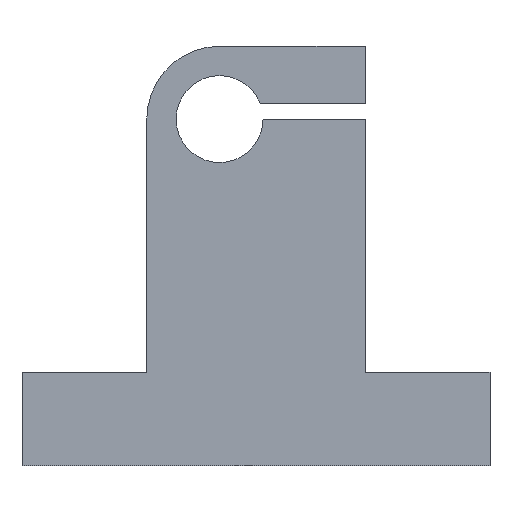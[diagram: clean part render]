
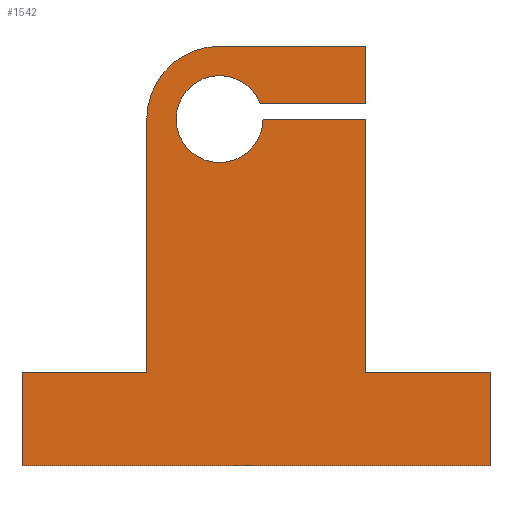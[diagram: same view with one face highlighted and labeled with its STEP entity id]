
A CAD part, left-side view. The second image highlights one B-rep face of the part: STEP entity #1542.
In plain terms, the highlighted planar face has unit normal (-1, 0, 0).
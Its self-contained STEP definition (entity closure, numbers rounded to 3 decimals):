
#16=CIRCLE('',#1568,7.);
#18=CIRCLE('',#1635,4.178);
#106=FACE_OUTER_BOUND('',#193,.T.);
#193=EDGE_LOOP('',(#1368,#1369,#1370,#1371,#1372,#1373,#1374,#1375,#1376,
#1377,#1378,#1379,#1380));
#198=LINE('',#2018,#407);
#201=LINE('',#2024,#410);
#224=LINE('',#2075,#433);
#233=LINE('',#2093,#442);
#236=LINE('',#2099,#445);
#246=LINE('',#2120,#455);
#286=LINE('',#2201,#495);
#297=LINE('',#2222,#506);
#320=LINE('',#2268,#529);
#360=LINE('',#2350,#569);
#372=LINE('',#2373,#581);
#407=VECTOR('',#1645,1.);
#410=VECTOR('',#1650,1.);
#433=VECTOR('',#1693,1.);
#442=VECTOR('',#1708,1.);
#445=VECTOR('',#1713,1.);
#455=VECTOR('',#1725,1.);
#495=VECTOR('',#1795,10.);
#506=VECTOR('',#1808,10.);
#529=VECTOR('',#1847,1.);
#569=VECTOR('',#1921,10.);
#581=VECTOR('',#1935,1.);
#613=VERTEX_POINT('',#2011);
#616=VERTEX_POINT('',#2016);
#618=VERTEX_POINT('',#2022);
#635=VERTEX_POINT('',#2070);
#636=VERTEX_POINT('',#2074);
#640=VERTEX_POINT('',#2087);
#642=VERTEX_POINT('',#2091);
#644=VERTEX_POINT('',#2097);
#653=VERTEX_POINT('',#2117);
#680=VERTEX_POINT('',#2200);
#689=VERTEX_POINT('',#2220);
#703=VERTEX_POINT('',#2264);
#729=VERTEX_POINT('',#2349);
#758=EDGE_CURVE('',#613,#616,#198,.T.);
#761=EDGE_CURVE('',#616,#618,#201,.T.);
#785=EDGE_CURVE('',#635,#618,#16,.T.);
#786=EDGE_CURVE('',#613,#636,#224,.T.);
#795=EDGE_CURVE('',#640,#642,#233,.T.);
#798=EDGE_CURVE('',#642,#644,#236,.T.);
#808=EDGE_CURVE('',#653,#635,#246,.T.);
#848=EDGE_CURVE('',#680,#640,#286,.T.);
#859=EDGE_CURVE('',#653,#689,#297,.T.);
#882=EDGE_CURVE('',#703,#680,#320,.T.);
#922=EDGE_CURVE('',#703,#729,#360,.T.);
#934=EDGE_CURVE('',#729,#689,#372,.T.);
#967=EDGE_CURVE('',#644,#636,#18,.T.);
#1368=ORIENTED_EDGE('',*,*,#967,.T.);
#1369=ORIENTED_EDGE('',*,*,#786,.F.);
#1370=ORIENTED_EDGE('',*,*,#758,.T.);
#1371=ORIENTED_EDGE('',*,*,#761,.T.);
#1372=ORIENTED_EDGE('',*,*,#785,.F.);
#1373=ORIENTED_EDGE('',*,*,#808,.F.);
#1374=ORIENTED_EDGE('',*,*,#859,.T.);
#1375=ORIENTED_EDGE('',*,*,#934,.F.);
#1376=ORIENTED_EDGE('',*,*,#922,.F.);
#1377=ORIENTED_EDGE('',*,*,#882,.T.);
#1378=ORIENTED_EDGE('',*,*,#848,.T.);
#1379=ORIENTED_EDGE('',*,*,#795,.T.);
#1380=ORIENTED_EDGE('',*,*,#798,.T.);
#1466=PLANE('',#1636);
#1542=ADVANCED_FACE('',(#106),#1466,.F.);
#1568=AXIS2_PLACEMENT_3D('',#2072,#1689,#1690);
#1635=AXIS2_PLACEMENT_3D('',#2438,#2003,#2004);
#1636=AXIS2_PLACEMENT_3D('',#2439,#2005,#2006);
#1645=DIRECTION('',(0.,0.,1.));
#1650=DIRECTION('',(0.,1.,0.));
#1689=DIRECTION('center_axis',(1.,0.,0.));
#1690=DIRECTION('ref_axis',(0.,1.,0.));
#1693=DIRECTION('',(0.,1.,0.));
#1708=DIRECTION('',(0.,0.,1.));
#1713=DIRECTION('',(0.,1.,0.));
#1725=DIRECTION('',(0.,0.,1.));
#1795=DIRECTION('',(0.,1.,0.));
#1808=DIRECTION('',(0.,1.,0.));
#1847=DIRECTION('',(0.,0.,1.));
#1921=DIRECTION('',(0.,1.,0.));
#1935=DIRECTION('',(0.,0.,1.));
#2003=DIRECTION('center_axis',(1.,0.,0.));
#2004=DIRECTION('ref_axis',(0.,1.,0.));
#2005=DIRECTION('center_axis',(1.,0.,0.));
#2006=DIRECTION('ref_axis',(0.,1.,0.));
#2011=CARTESIAN_POINT('',(23.5,-14.,29.83));
#2016=CARTESIAN_POINT('',(23.5,-14.,35.33));
#2018=CARTESIAN_POINT('',(23.5,-14.,28.33));
#2022=CARTESIAN_POINT('',(23.5,0.,35.33));
#2024=CARTESIAN_POINT('',(23.5,-14.,35.33));
#2070=CARTESIAN_POINT('',(23.5,7.,28.33));
#2072=CARTESIAN_POINT('Origin',(23.5,0.,28.33));
#2074=CARTESIAN_POINT('',(23.5,-3.9,29.83));
#2075=CARTESIAN_POINT('',(23.5,-22.5,29.83));
#2087=CARTESIAN_POINT('',(23.5,-14.,4.));
#2091=CARTESIAN_POINT('',(23.5,-14.,28.33));
#2093=CARTESIAN_POINT('',(23.5,-14.,0.));
#2097=CARTESIAN_POINT('',(23.5,-4.178,28.33));
#2099=CARTESIAN_POINT('',(23.5,-22.5,28.33));
#2117=CARTESIAN_POINT('',(23.5,7.,4.));
#2120=CARTESIAN_POINT('',(23.5,7.,0.));
#2200=CARTESIAN_POINT('',(23.5,-26.,4.));
#2201=CARTESIAN_POINT('',(23.5,3.5,4.));
#2220=CARTESIAN_POINT('',(23.5,19.,4.));
#2222=CARTESIAN_POINT('',(23.5,3.5,4.));
#2264=CARTESIAN_POINT('',(23.5,-26.,-5.));
#2268=CARTESIAN_POINT('',(23.5,-26.,0.));
#2349=CARTESIAN_POINT('',(23.5,19.,-5.));
#2350=CARTESIAN_POINT('',(23.5,3.5,-5.));
#2373=CARTESIAN_POINT('',(23.5,19.,0.));
#2438=CARTESIAN_POINT('Origin',(23.5,0.,28.33));
#2439=CARTESIAN_POINT('Origin',(23.5,0.,28.33));
